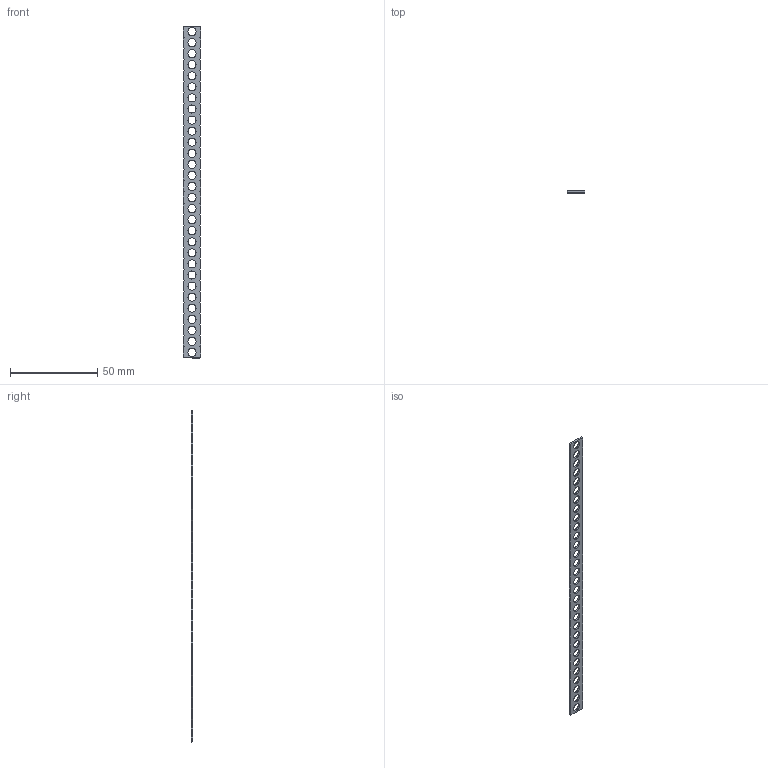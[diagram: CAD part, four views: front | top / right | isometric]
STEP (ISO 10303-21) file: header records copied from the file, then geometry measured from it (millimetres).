
FILE_DESCRIPTION (( 'STEP AP203' ), '1' );
FILE_NAME ('VM-BAR-30 RevA.STEP', '2009-02-23T23:32:48', ( 'Innovation First, Inc.' ), ( 'Innovation First, Inc.' ), 'SwSTEP 2.0', 'SolidWorks 2008', '' );
FILE_SCHEMA (( 'CONFIG_CONTROL_DESIGN' ));
Length unit declared in the file: inch
Products named in the file (1): VM-BAR-30 RevA
Bounding box: 10.16 x 0.97 x 190.5 mm (x, y, z)
Volume: 1367.2 mm3; surface area: 3663.2 mm2
Topology: 1 solids, 1 shells, 244 faces, 726 edges, 484 vertices
Faces by surface type: plane 184, cylinder 60
Entity records: 8329 total; most frequent: CARTESIAN_POINT 1455, ORIENTED_EDGE 1452, DIRECTION 1336, EDGE_CURVE 726, VECTOR 606, LINE 606, VERTEX_POINT 484, AXIS2_PLACEMENT_3D 365
